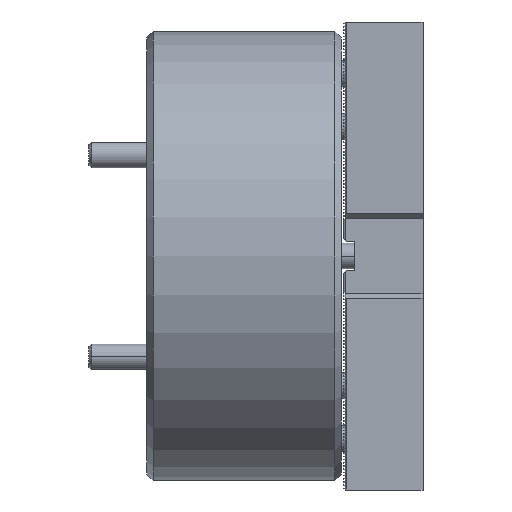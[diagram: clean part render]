
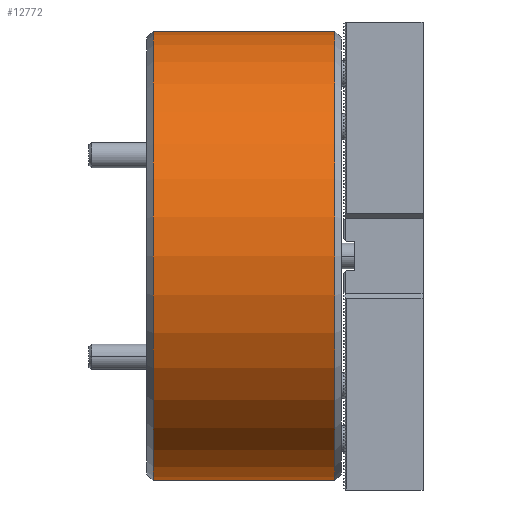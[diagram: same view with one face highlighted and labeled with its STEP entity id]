
A CAD part, front view. The second image highlights one B-rep face of the part: STEP entity #12772.
In plain terms, the highlighted cylindrical face has radius 105 mm (diameter 210 mm), a partial arc.
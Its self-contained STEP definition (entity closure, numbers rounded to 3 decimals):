
#1628 = DIRECTION ( 'NONE',  ( 1., 0., 0. ) ) ;
#2694 = VECTOR ( 'NONE', #1628, 1000. ) ;
#3163 = DIRECTION ( 'NONE',  ( 1., 0., 0. ) ) ;
#4073 = EDGE_CURVE ( 'NONE', #20068, #4108, #11022, .T. ) ;
#4108 = VERTEX_POINT ( 'NONE', #7222 ) ;
#5736 = VECTOR ( 'NONE', #3163, 1000. ) ;
#6062 = CIRCLE ( 'NONE', #20565, 105. ) ;
#7222 = CARTESIAN_POINT ( 'NONE',  ( 88., 0., 105. ) ) ;
#7919 = CARTESIAN_POINT ( 'NONE',  ( 3., 0., 0. ) ) ;
#8422 = CIRCLE ( 'NONE', #15094, 105. ) ;
#8982 = EDGE_CURVE ( 'NONE', #20068, #9570, #8422, .T. ) ;
#9090 = DIRECTION ( 'NONE',  ( -1., 0., 0. ) ) ;
#9570 = VERTEX_POINT ( 'NONE', #13131 ) ;
#9942 = DIRECTION ( 'NONE',  ( 0., 0., 1. ) ) ;
#10082 = CARTESIAN_POINT ( 'NONE',  ( 3., 0., 105. ) ) ;
#10492 = DIRECTION ( 'NONE',  ( 1., 0., 0. ) ) ;
#10725 = VERTEX_POINT ( 'NONE', #25233 ) ;
#11022 = LINE ( 'NONE', #24849, #5736 ) ;
#11911 = FACE_OUTER_BOUND ( 'NONE', #16946, .T. ) ;
#12475 = CARTESIAN_POINT ( 'NONE',  ( 329.829, 0., 0. ) ) ;
#12772 = ADVANCED_FACE ( 'NONE', ( #11911 ), #15936, .T. ) ;
#13131 = CARTESIAN_POINT ( 'NONE',  ( 3., 0., -105. ) ) ;
#15019 = ORIENTED_EDGE ( 'NONE', *, *, #4073, .F. ) ;
#15094 = AXIS2_PLACEMENT_3D ( 'NONE', #7919, #21738, #9942 ) ;
#15415 = CARTESIAN_POINT ( 'NONE',  ( 329.829, 0., -105. ) ) ;
#15936 = CYLINDRICAL_SURFACE ( 'NONE', #22251, 105. ) ;
#16946 = EDGE_LOOP ( 'NONE', ( #15019, #24205, #25222, #18208 ) ) ;
#18208 = ORIENTED_EDGE ( 'NONE', *, *, #24280, .T. ) ;
#18500 = LINE ( 'NONE', #15415, #2694 ) ;
#20068 = VERTEX_POINT ( 'NONE', #10082 ) ;
#20296 = DIRECTION ( 'NONE',  ( 0., 0., -1. ) ) ;
#20565 = AXIS2_PLACEMENT_3D ( 'NONE', #20925, #9090, #22912 ) ;
#20925 = CARTESIAN_POINT ( 'NONE',  ( 88., 0., 0. ) ) ;
#21738 = DIRECTION ( 'NONE',  ( 1., 0., 0. ) ) ;
#22251 = AXIS2_PLACEMENT_3D ( 'NONE', #12475, #10492, #20296 ) ;
#22786 = EDGE_CURVE ( 'NONE', #9570, #10725, #18500, .T. ) ;
#22912 = DIRECTION ( 'NONE',  ( 0., 0., -1. ) ) ;
#24205 = ORIENTED_EDGE ( 'NONE', *, *, #8982, .T. ) ;
#24280 = EDGE_CURVE ( 'NONE', #10725, #4108, #6062, .T. ) ;
#24849 = CARTESIAN_POINT ( 'NONE',  ( 329.829, 0., 105. ) ) ;
#25222 = ORIENTED_EDGE ( 'NONE', *, *, #22786, .T. ) ;
#25233 = CARTESIAN_POINT ( 'NONE',  ( 88., 0., -105. ) ) ;
